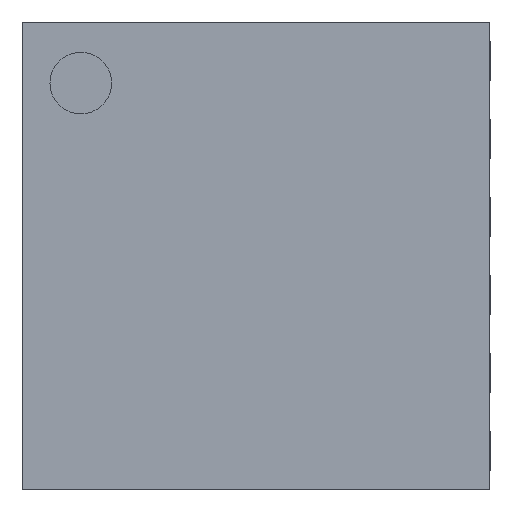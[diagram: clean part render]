
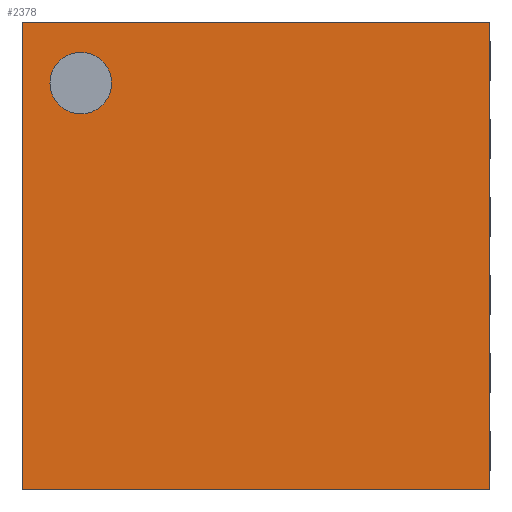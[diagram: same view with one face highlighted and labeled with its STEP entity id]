
A CAD part, top view. The second image highlights one B-rep face of the part: STEP entity #2378.
In plain terms, the highlighted planar face has unit normal (0, 0, 1).
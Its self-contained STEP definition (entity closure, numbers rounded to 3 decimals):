
#55 = CARTESIAN_POINT ( 'NONE',  ( -1.5, -1.5, 0.75 ) ) ;
#147 = CARTESIAN_POINT ( 'NONE',  ( -1.5, -1.5, 0.75 ) ) ;
#324 = DIRECTION ( 'NONE',  ( 0., 0., -1. ) ) ;
#345 = CIRCLE ( 'NONE', #2190, 0.198 ) ;
#505 = FACE_OUTER_BOUND ( 'NONE', #1148, .T. ) ;
#516 = ORIENTED_EDGE ( 'NONE', *, *, #1419, .T. ) ;
#569 = CARTESIAN_POINT ( 'NONE',  ( 1.5, -1.5, 0.75 ) ) ;
#828 = CARTESIAN_POINT ( 'NONE',  ( -1.5, -1.5, 0.75 ) ) ;
#848 = VECTOR ( 'NONE', #2859, 1000. ) ;
#1039 = CARTESIAN_POINT ( 'NONE',  ( 0., 0., 0.75 ) ) ;
#1148 = EDGE_LOOP ( 'NONE', ( #3344, #3912, #1830, #516 ) ) ;
#1339 = ORIENTED_EDGE ( 'NONE', *, *, #1448, .F. ) ;
#1348 = LINE ( 'NONE', #3298, #4279 ) ;
#1393 = CARTESIAN_POINT ( 'NONE',  ( 1.5, 1.5, 0.75 ) ) ;
#1412 = ORIENTED_EDGE ( 'NONE', *, *, #1485, .F. ) ;
#1419 = EDGE_CURVE ( 'NONE', #1458, #3594, #3801, .T. ) ;
#1448 = EDGE_CURVE ( 'NONE', #3505, #3268, #345, .T. ) ;
#1458 = VERTEX_POINT ( 'NONE', #147 ) ;
#1485 = EDGE_CURVE ( 'NONE', #3268, #3505, #3204, .T. ) ;
#1504 = CARTESIAN_POINT ( 'NONE',  ( -1.5, 1.5, 0.75 ) ) ;
#1590 = DIRECTION ( 'NONE',  ( 0., 1., 0. ) ) ;
#1760 = AXIS2_PLACEMENT_3D ( 'NONE', #1039, #324, #3731 ) ;
#1798 = EDGE_CURVE ( 'NONE', #3459, #4250, #1827, .T. ) ;
#1827 = LINE ( 'NONE', #1504, #3153 ) ;
#1830 = ORIENTED_EDGE ( 'NONE', *, *, #2541, .T. ) ;
#2146 = CARTESIAN_POINT ( 'NONE',  ( -1.125, 1.109, 0.75 ) ) ;
#2167 = EDGE_LOOP ( 'NONE', ( #1412, #1339 ) ) ;
#2190 = AXIS2_PLACEMENT_3D ( 'NONE', #2146, #3511, #4202 ) ;
#2220 = DIRECTION ( 'NONE',  ( 0., 0., 1. ) ) ;
#2262 = VECTOR ( 'NONE', #3085, 1000. ) ;
#2378 = ADVANCED_FACE ( 'NONE', ( #3557, #505 ), #3913, .F. ) ;
#2523 = LINE ( 'NONE', #828, #848 ) ;
#2541 = EDGE_CURVE ( 'NONE', #4250, #1458, #2523, .T. ) ;
#2573 = CARTESIAN_POINT ( 'NONE',  ( -1.323, 1.109, 0.75 ) ) ;
#2823 = CARTESIAN_POINT ( 'NONE',  ( -1.5, 1.5, 0.75 ) ) ;
#2859 = DIRECTION ( 'NONE',  ( 0., -1., 0. ) ) ;
#2863 = DIRECTION ( 'NONE',  ( -1., 0., 0. ) ) ;
#3085 = DIRECTION ( 'NONE',  ( 1., 0., 0. ) ) ;
#3153 = VECTOR ( 'NONE', #2863, 1000. ) ;
#3204 = CIRCLE ( 'NONE', #4340, 0.198 ) ;
#3268 = VERTEX_POINT ( 'NONE', #3938 ) ;
#3283 = DIRECTION ( 'NONE',  ( 1., 0., 0. ) ) ;
#3298 = CARTESIAN_POINT ( 'NONE',  ( 1.5, -1.5, 0.75 ) ) ;
#3344 = ORIENTED_EDGE ( 'NONE', *, *, #3607, .T. ) ;
#3459 = VERTEX_POINT ( 'NONE', #1393 ) ;
#3505 = VERTEX_POINT ( 'NONE', #2573 ) ;
#3511 = DIRECTION ( 'NONE',  ( 0., 0., 1. ) ) ;
#3557 = FACE_BOUND ( 'NONE', #2167, .T. ) ;
#3594 = VERTEX_POINT ( 'NONE', #569 ) ;
#3607 = EDGE_CURVE ( 'NONE', #3594, #3459, #1348, .T. ) ;
#3731 = DIRECTION ( 'NONE',  ( -1., 0., 0. ) ) ;
#3801 = LINE ( 'NONE', #55, #2262 ) ;
#3912 = ORIENTED_EDGE ( 'NONE', *, *, #1798, .T. ) ;
#3913 = PLANE ( 'NONE',  #1760 ) ;
#3938 = CARTESIAN_POINT ( 'NONE',  ( -0.927, 1.109, 0.75 ) ) ;
#4202 = DIRECTION ( 'NONE',  ( 1., 0., 0. ) ) ;
#4250 = VERTEX_POINT ( 'NONE', #2823 ) ;
#4254 = CARTESIAN_POINT ( 'NONE',  ( -1.125, 1.109, 0.75 ) ) ;
#4279 = VECTOR ( 'NONE', #1590, 1000. ) ;
#4340 = AXIS2_PLACEMENT_3D ( 'NONE', #4254, #2220, #3283 ) ;
